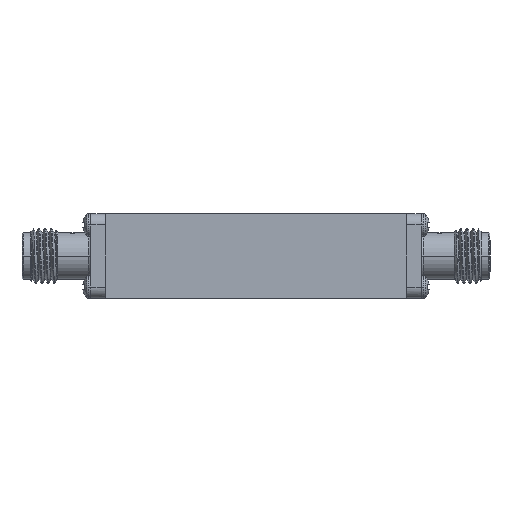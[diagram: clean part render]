
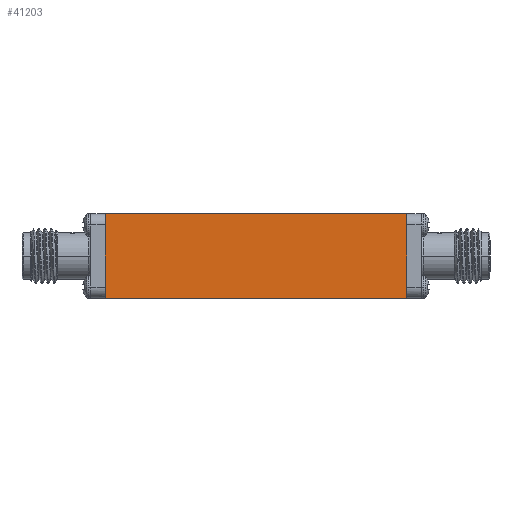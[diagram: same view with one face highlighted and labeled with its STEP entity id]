
A CAD part, front view. The second image highlights one B-rep face of the part: STEP entity #41203.
In plain terms, the highlighted planar face has unit normal (0, -1, 0).
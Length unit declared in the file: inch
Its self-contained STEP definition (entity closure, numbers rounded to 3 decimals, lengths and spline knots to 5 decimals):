
#144 = CARTESIAN_POINT ( 'NONE',  ( 0.67913, -0.29921, -0.19094 ) ) ;
#730 = ORIENTED_EDGE ( 'NONE', *, *, #46414, .F. ) ;
#778 = CARTESIAN_POINT ( 'NONE',  ( -0.67913, -0.29921, 0.19094 ) ) ;
#869 = LINE ( 'NONE', #45091, #39188 ) ;
#1149 = EDGE_CURVE ( 'NONE', #10449, #14833, #23742, .T. ) ;
#3226 = EDGE_CURVE ( 'NONE', #23671, #10449, #41877, .T. ) ;
#3690 = LINE ( 'NONE', #11265, #32813 ) ;
#7584 = DIRECTION ( 'NONE',  ( 1., 0., 0. ) ) ;
#8240 = ORIENTED_EDGE ( 'NONE', *, *, #3226, .T. ) ;
#8831 = DIRECTION ( 'NONE',  ( 0., 1., 0. ) ) ;
#10449 = VERTEX_POINT ( 'NONE', #11347 ) ;
#11265 = CARTESIAN_POINT ( 'NONE',  ( -0.67913, -0.29921, 0.19094 ) ) ;
#11347 = CARTESIAN_POINT ( 'NONE',  ( -0.67913, -0.29921, -0.19094 ) ) ;
#11871 = CARTESIAN_POINT ( 'NONE',  ( -0.67913, -0.29921, 0.19094 ) ) ;
#12283 = AXIS2_PLACEMENT_3D ( 'NONE', #30721, #8831, #34377 ) ;
#14833 = VERTEX_POINT ( 'NONE', #144 ) ;
#15697 = VECTOR ( 'NONE', #16178, 39.37008 ) ;
#16178 = DIRECTION ( 'NONE',  ( 1., 0., 0. ) ) ;
#17424 = CARTESIAN_POINT ( 'NONE',  ( 0.67913, -0.29921, 0.19094 ) ) ;
#18947 = FACE_OUTER_BOUND ( 'NONE', #29151, .T. ) ;
#22904 = VERTEX_POINT ( 'NONE', #17424 ) ;
#23671 = VERTEX_POINT ( 'NONE', #11871 ) ;
#23742 = LINE ( 'NONE', #45664, #15697 ) ;
#25008 = ORIENTED_EDGE ( 'NONE', *, *, #39412, .F. ) ;
#29151 = EDGE_LOOP ( 'NONE', ( #37569, #25008, #730, #8240 ) ) ;
#30167 = DIRECTION ( 'NONE',  ( 0., 0., -1. ) ) ;
#30721 = CARTESIAN_POINT ( 'NONE',  ( -0.67913, -0.29921, 0.19094 ) ) ;
#32813 = VECTOR ( 'NONE', #7584, 39.37008 ) ;
#33825 = DIRECTION ( 'NONE',  ( 0., 0., -1. ) ) ;
#34377 = DIRECTION ( 'NONE',  ( 0., 0., 1. ) ) ;
#34384 = VECTOR ( 'NONE', #30167, 39.37008 ) ;
#37569 = ORIENTED_EDGE ( 'NONE', *, *, #1149, .T. ) ;
#38396 = PLANE ( 'NONE',  #12283 ) ;
#39188 = VECTOR ( 'NONE', #33825, 39.37008 ) ;
#39412 = EDGE_CURVE ( 'NONE', #22904, #14833, #869, .T. ) ;
#41203 = ADVANCED_FACE ( 'NONE', ( #18947 ), #38396, .F. ) ;
#41877 = LINE ( 'NONE', #778, #34384 ) ;
#45091 = CARTESIAN_POINT ( 'NONE',  ( 0.67913, -0.29921, 0.19094 ) ) ;
#45664 = CARTESIAN_POINT ( 'NONE',  ( -0.67913, -0.29921, -0.19094 ) ) ;
#46414 = EDGE_CURVE ( 'NONE', #23671, #22904, #3690, .T. ) ;
